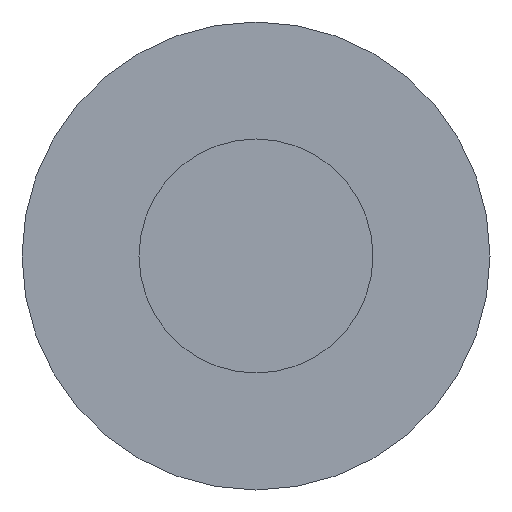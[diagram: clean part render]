
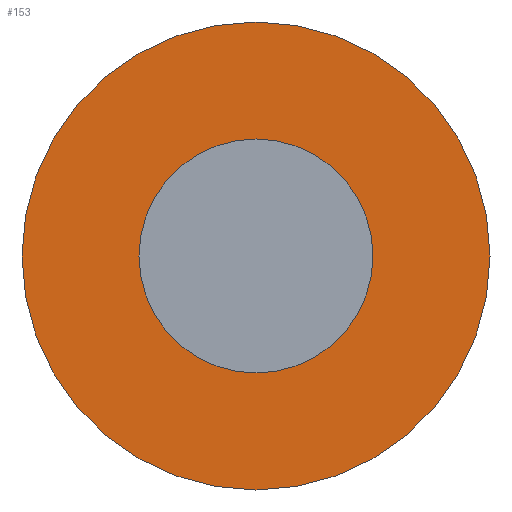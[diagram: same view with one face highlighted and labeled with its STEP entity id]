
A CAD part, left-side view. The second image highlights one B-rep face of the part: STEP entity #153.
In plain terms, the highlighted planar face has unit normal (-1, 0, 0).
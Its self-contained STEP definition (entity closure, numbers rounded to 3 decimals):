
#1 = VERTEX_POINT ( 'NONE', #11 ) ;
#9 = AXIS2_PLACEMENT_3D ( 'NONE', #227, #274, #202 ) ;
#11 = CARTESIAN_POINT ( 'NONE',  ( -3., 0., -6.35 ) ) ;
#13 = VERTEX_POINT ( 'NONE', #104 ) ;
#15 = CIRCLE ( 'NONE', #61, 6.35 ) ;
#18 = DIRECTION ( 'NONE',  ( 1., 0., 0. ) ) ;
#23 = EDGE_LOOP ( 'NONE', ( #231, #38 ) ) ;
#25 = VERTEX_POINT ( 'NONE', #267 ) ;
#38 = ORIENTED_EDGE ( 'NONE', *, *, #158, .F. ) ;
#40 = FACE_OUTER_BOUND ( 'NONE', #85, .T. ) ;
#56 = CIRCLE ( 'NONE', #91, 12.7 ) ;
#58 = ORIENTED_EDGE ( 'NONE', *, *, #138, .T. ) ;
#61 = AXIS2_PLACEMENT_3D ( 'NONE', #332, #297, #203 ) ;
#66 = DIRECTION ( 'NONE',  ( -1., 0., 0. ) ) ;
#85 = EDGE_LOOP ( 'NONE', ( #94, #58 ) ) ;
#87 = DIRECTION ( 'NONE',  ( 0., 0., -1. ) ) ;
#89 = CARTESIAN_POINT ( 'NONE',  ( -3., 6.35, 0. ) ) ;
#91 = AXIS2_PLACEMENT_3D ( 'NONE', #276, #279, #171 ) ;
#92 = DIRECTION ( 'NONE',  ( 0., 0., 1. ) ) ;
#94 = ORIENTED_EDGE ( 'NONE', *, *, #228, .T. ) ;
#104 = CARTESIAN_POINT ( 'NONE',  ( -3., 0., 12.7 ) ) ;
#136 = VERTEX_POINT ( 'NONE', #225 ) ;
#138 = EDGE_CURVE ( 'NONE', #136, #13, #56, .T. ) ;
#153 = ADVANCED_FACE ( 'NONE', ( #173, #40 ), #251, .F. ) ;
#158 = EDGE_CURVE ( 'NONE', #1, #25, #15, .T. ) ;
#167 = EDGE_CURVE ( 'NONE', #25, #1, #317, .T. ) ;
#171 = DIRECTION ( 'NONE',  ( 0., 0., 1. ) ) ;
#173 = FACE_BOUND ( 'NONE', #23, .T. ) ;
#202 = DIRECTION ( 'NONE',  ( 0., 0., 1. ) ) ;
#203 = DIRECTION ( 'NONE',  ( 0., 0., 1. ) ) ;
#209 = CIRCLE ( 'NONE', #305, 12.7 ) ;
#225 = CARTESIAN_POINT ( 'NONE',  ( -3., 0., -12.7 ) ) ;
#227 = CARTESIAN_POINT ( 'NONE',  ( -3., 0., 0. ) ) ;
#228 = EDGE_CURVE ( 'NONE', #13, #136, #209, .T. ) ;
#231 = ORIENTED_EDGE ( 'NONE', *, *, #167, .F. ) ;
#251 = PLANE ( 'NONE',  #306 ) ;
#258 = CARTESIAN_POINT ( 'NONE',  ( -3., 0., 0. ) ) ;
#267 = CARTESIAN_POINT ( 'NONE',  ( -3., 0., 6.35 ) ) ;
#274 = DIRECTION ( 'NONE',  ( -1., 0., 0. ) ) ;
#276 = CARTESIAN_POINT ( 'NONE',  ( -3., 0., 0. ) ) ;
#279 = DIRECTION ( 'NONE',  ( -1., 0., 0. ) ) ;
#297 = DIRECTION ( 'NONE',  ( -1., 0., 0. ) ) ;
#305 = AXIS2_PLACEMENT_3D ( 'NONE', #258, #66, #92 ) ;
#306 = AXIS2_PLACEMENT_3D ( 'NONE', #89, #18, #87 ) ;
#317 = CIRCLE ( 'NONE', #9, 6.35 ) ;
#332 = CARTESIAN_POINT ( 'NONE',  ( -3., 0., 0. ) ) ;
